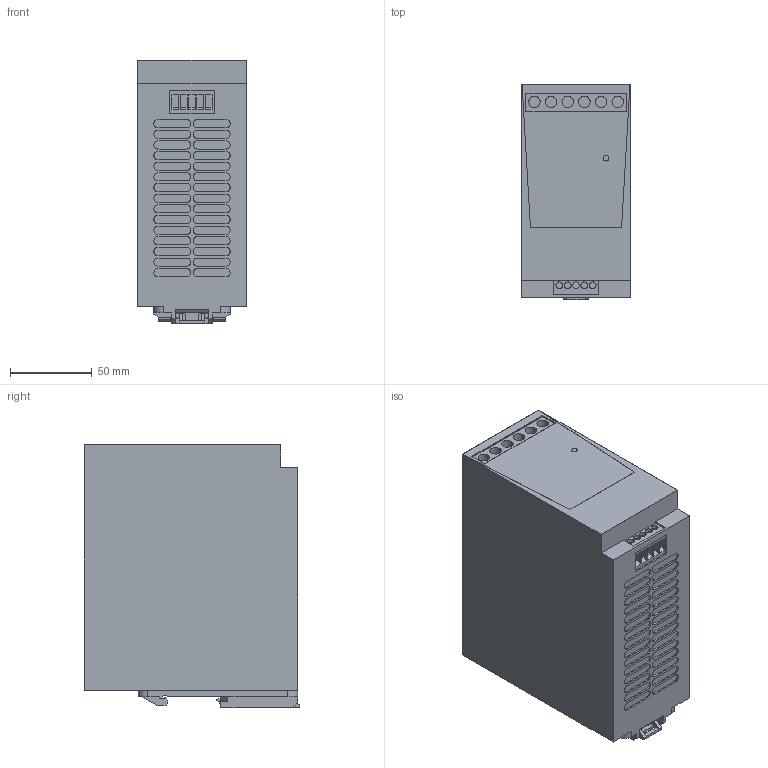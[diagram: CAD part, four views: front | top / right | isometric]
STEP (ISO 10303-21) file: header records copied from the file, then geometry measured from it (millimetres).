
FILE_DESCRIPTION(('CATIA V5 STEP Exchange','CAx-IF Rec.Pracs.--- Model Styling and Organization---1.4--- 2014-01-23'),'2;1');
FILE_NAME ('D1384611_1_1251220000_S3D_CP_DC_BUFFER_24V_20A.stp','2019-07-24T11:53:04+00:00',('none'),('Weidmueller'),'CATIA Version 5-6 Release 2016 SP3 HF44','CATIA V5 STEP AP214','none');
FILE_SCHEMA(('AUTOMOTIVE_DESIGN { 1 0 10303 214 1 1 1 1 }'));
Length unit declared in the file: millimetre
Products named in the file (1): 1251220000
Bounding box: 66 x 131.2 x 160.56 mm (x, y, z)
Volume: 1284211 mm3; surface area: 117241.4 mm2
Topology: 7 solids, 7 shells, 569 faces, 1433 edges, 960 vertices
Faces by surface type: plane 418, cylinder 151
Entity records: 16028 total; most frequent: ORIENTED_EDGE 2866, CARTESIAN_POINT 2751, DIRECTION 2041, EDGE_CURVE 1423, VECTOR 1108, LINE 1108, VERTEX_POINT 948, EDGE_LOOP 661
